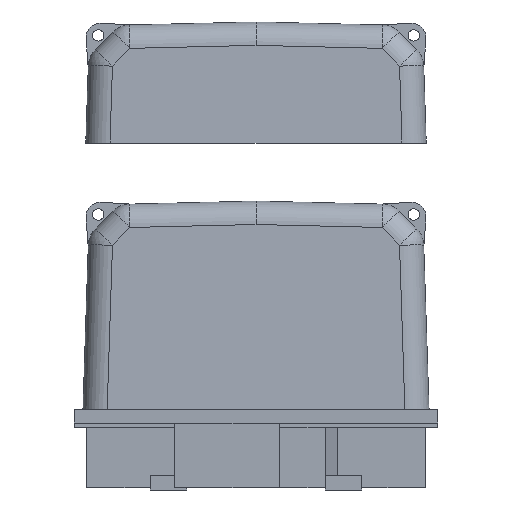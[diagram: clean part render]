
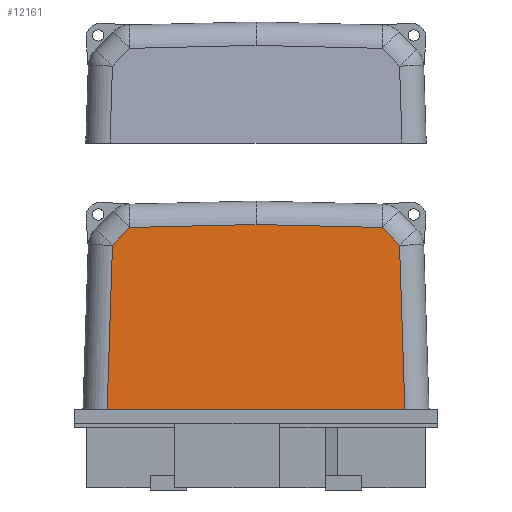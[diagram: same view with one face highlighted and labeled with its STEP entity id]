
A CAD part, front view. The second image highlights one B-rep face of the part: STEP entity #12161.
In plain terms, the highlighted planar face has unit normal (0, -0.999, 0.035).
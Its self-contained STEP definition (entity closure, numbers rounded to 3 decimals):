
#5863=ORIENTED_EDGE('',*,*,#8155,.T.);
#5864=ORIENTED_EDGE('',*,*,#8164,.F.);
#5865=ORIENTED_EDGE('',*,*,#8167,.F.);
#5866=ORIENTED_EDGE('',*,*,#8168,.F.);
#5867=ORIENTED_EDGE('',*,*,#8169,.F.);
#5868=ORIENTED_EDGE('',*,*,#8170,.F.);
#5869=ORIENTED_EDGE('',*,*,#8171,.F.);
#6959=VECTOR('',#9264,1.);
#6965=VECTOR('',#9284,1.);
#6967=VECTOR('',#9290,1.);
#6968=VECTOR('',#9291,1.);
#6969=VECTOR('',#9292,1.);
#6970=VECTOR('',#9293,1.);
#6971=VECTOR('',#9294,1.);
#7377=LINE('',#10500,#6959);
#7383=LINE('',#10519,#6965);
#7385=LINE('',#10525,#6967);
#7386=LINE('',#10527,#6968);
#7387=LINE('',#10529,#6969);
#7388=LINE('',#10531,#6970);
#7389=LINE('',#10532,#6971);
#7788=VERTEX_POINT('',#10497);
#7789=VERTEX_POINT('',#10499);
#7795=VERTEX_POINT('',#10518);
#7797=VERTEX_POINT('',#10524);
#7798=VERTEX_POINT('',#10526);
#7799=VERTEX_POINT('',#10528);
#7800=VERTEX_POINT('',#10530);
#8155=EDGE_CURVE('',#7789,#7788,#7377,.T.);
#8164=EDGE_CURVE('',#7795,#7788,#7383,.T.);
#8167=EDGE_CURVE('',#7797,#7795,#7385,.T.);
#8168=EDGE_CURVE('',#7798,#7797,#7386,.T.);
#8169=EDGE_CURVE('',#7799,#7798,#7387,.T.);
#8170=EDGE_CURVE('',#7800,#7799,#7388,.T.);
#8171=EDGE_CURVE('',#7789,#7800,#7389,.T.);
#8711=EDGE_LOOP('',(#5863,#5864,#5865,#5866,#5867,#5868,#5869));
#8971=FACE_BOUND('',#8711,.T.);
#9264=DIRECTION('',(368.963,0.,0.));
#9284=DIRECTION('',(6.586,-7.038,-203.687));
#9288=DIRECTION('',(0.,-0.999,0.035));
#9289=DIRECTION('',(-0.999,0.,0.));
#9290=DIRECTION('',(21.727,-0.761,-22.009));
#9291=DIRECTION('',(156.168,-0.128,-3.696));
#9292=DIRECTION('',(156.168,0.128,3.696));
#9293=DIRECTION('',(21.727,0.761,22.009));
#9294=DIRECTION('',(6.586,7.038,203.687));
#10497=CARTESIAN_POINT('',(192.121,53.072,255.37));
#10499=CARTESIAN_POINT('',(-176.841,53.072,255.37));
#10500=CARTESIAN_POINT('',(-176.841,53.072,255.37));
#10518=CARTESIAN_POINT('',(185.536,60.111,459.057));
#10519=CARTESIAN_POINT('',(185.536,60.111,459.057));
#10523=CARTESIAN_POINT('',(-176.841,53.072,255.37));
#10524=CARTESIAN_POINT('',(163.808,60.871,481.066));
#10525=CARTESIAN_POINT('',(163.808,60.871,481.066));
#10526=CARTESIAN_POINT('',(7.64,60.999,484.762));
#10527=CARTESIAN_POINT('',(7.64,60.999,484.762));
#10528=CARTESIAN_POINT('',(-148.528,60.871,481.066));
#10529=CARTESIAN_POINT('',(-148.528,60.871,481.066));
#10530=CARTESIAN_POINT('',(-170.255,60.111,459.057));
#10531=CARTESIAN_POINT('',(-170.255,60.111,459.057));
#10532=CARTESIAN_POINT('',(-176.841,53.072,255.37));
#11636=AXIS2_PLACEMENT_3D('',#10523,#9288,#9289);
#12032=PLANE('',#11636);
#12161=ADVANCED_FACE('',(#8971),#12032,.T.);
